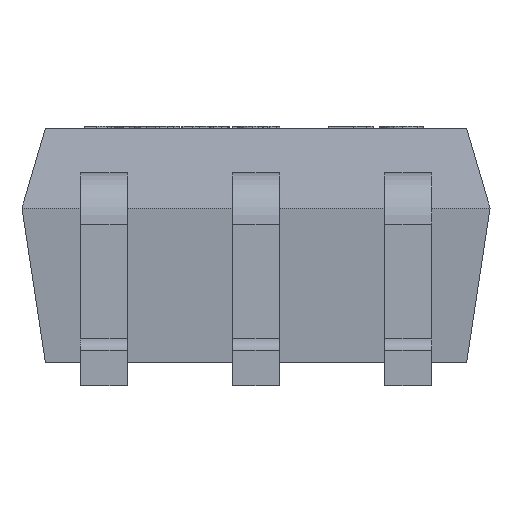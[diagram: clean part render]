
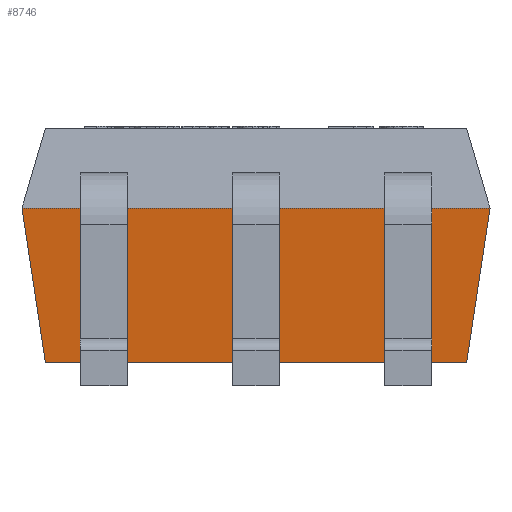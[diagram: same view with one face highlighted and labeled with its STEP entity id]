
A CAD part, left-side view. The second image highlights one B-rep face of the part: STEP entity #8746.
In plain terms, the highlighted free-form (B-spline) face has degree [1, 1] with [2, 2] control points.
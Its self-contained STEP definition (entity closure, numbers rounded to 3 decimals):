
#2074 = VERTEX_POINT('',#2075);
#2075 = CARTESIAN_POINT('',(-0.625,1.,0.76));
#2096 = VERTEX_POINT('',#2097);
#2097 = CARTESIAN_POINT('',(-0.625,-1.,0.76));
#2119 = EDGE_CURVE('',#2096,#2074,#2120,.T.);
#2120 = LINE('',#2121,#2122);
#2121 = CARTESIAN_POINT('',(-0.625,-1.,0.76));
#2122 = VECTOR('',#2123,1.);
#2123 = DIRECTION('',(0.,1.,0.));
#8707 = VERTEX_POINT('',#8708);
#8708 = CARTESIAN_POINT('',(-0.563,0.9,0.1));
#8714 = EDGE_CURVE('',#2074,#8707,#8715,.T.);
#8715 = B_SPLINE_CURVE_WITH_KNOTS('',1,(#8716,#8717),.UNSPECIFIED.,.F.,
  .F.,(2,2),(0.,1.),.PIECEWISE_BEZIER_KNOTS.);
#8716 = CARTESIAN_POINT('',(-0.625,1.,0.76));
#8717 = CARTESIAN_POINT('',(-0.563,0.9,0.1));
#8728 = EDGE_CURVE('',#2096,#8729,#8731,.T.);
#8729 = VERTEX_POINT('',#8730);
#8730 = CARTESIAN_POINT('',(-0.563,-0.9,0.1));
#8731 = B_SPLINE_CURVE_WITH_KNOTS('',1,(#8732,#8733),.UNSPECIFIED.,.F.,
  .F.,(2,2),(0.,1.),.PIECEWISE_BEZIER_KNOTS.);
#8732 = CARTESIAN_POINT('',(-0.625,-1.,0.76));
#8733 = CARTESIAN_POINT('',(-0.563,-0.9,0.1));
#8746 = ADVANCED_FACE('',(#8747),#8758,.T.);
#8747 = FACE_BOUND('',#8748,.T.);
#8748 = EDGE_LOOP('',(#8749,#8750,#8751,#8757));
#8749 = ORIENTED_EDGE('',*,*,#2119,.T.);
#8750 = ORIENTED_EDGE('',*,*,#8714,.T.);
#8751 = ORIENTED_EDGE('',*,*,#8752,.F.);
#8752 = EDGE_CURVE('',#8729,#8707,#8753,.T.);
#8753 = LINE('',#8754,#8755);
#8754 = CARTESIAN_POINT('',(-0.563,-0.9,0.1));
#8755 = VECTOR('',#8756,1.);
#8756 = DIRECTION('',(0.,1.,0.));
#8757 = ORIENTED_EDGE('',*,*,#8728,.F.);
#8758 = B_SPLINE_SURFACE_WITH_KNOTS('',1,1,(
    (#8759,#8760)
    ,(#8761,#8762
    )),.UNSPECIFIED.,.F.,.F.,.F.,(2,2),(2,2),(0.,2.),(0.,1.),
  .PIECEWISE_BEZIER_KNOTS.);
#8759 = CARTESIAN_POINT('',(-0.625,-1.,0.76));
#8760 = CARTESIAN_POINT('',(-0.563,-0.9,0.1));
#8761 = CARTESIAN_POINT('',(-0.625,1.,0.76));
#8762 = CARTESIAN_POINT('',(-0.563,0.9,0.1));
